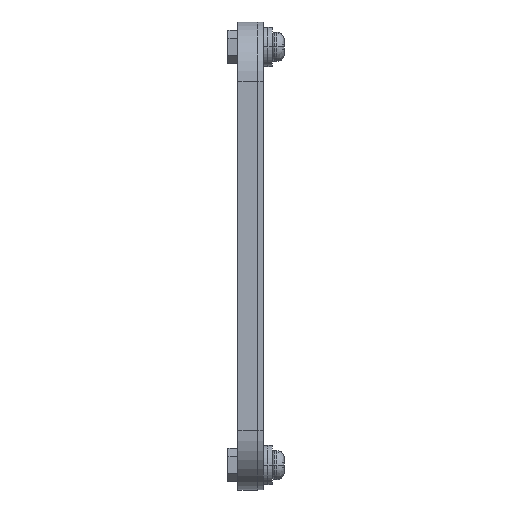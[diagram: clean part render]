
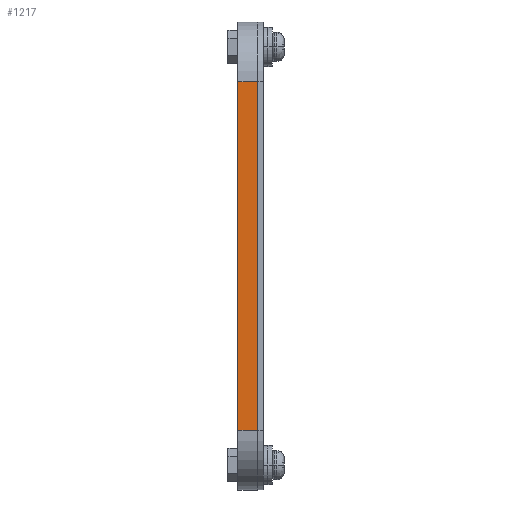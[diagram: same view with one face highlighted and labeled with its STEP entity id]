
A CAD part, left-side view. The second image highlights one B-rep face of the part: STEP entity #1217.
In plain terms, the highlighted planar face has unit normal (-1, 0, 0).
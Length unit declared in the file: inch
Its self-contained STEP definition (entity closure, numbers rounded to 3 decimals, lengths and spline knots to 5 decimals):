
#1038 = EDGE_CURVE ( 'NONE', #3925, #8164, #15292, .T. ) ;
#1217 = ADVANCED_FACE ( 'NONE', ( #4520 ), #13309, .F. ) ;
#1390 = DIRECTION ( 'NONE',  ( 0., 1., 0. ) ) ;
#1609 = VECTOR ( 'NONE', #16059, 39.37008 ) ;
#2370 = CARTESIAN_POINT ( 'NONE',  ( -6.6875, 0., -2.9375 ) ) ;
#2606 = CARTESIAN_POINT ( 'NONE',  ( -6.6875, 0., 2.1875 ) ) ;
#2902 = CARTESIAN_POINT ( 'NONE',  ( -6.6875, 0.25, -2.9375 ) ) ;
#3099 = EDGE_CURVE ( 'NONE', #11402, #3925, #12450, .T. ) ;
#3787 = DIRECTION ( 'NONE',  ( 1., 0., 0. ) ) ;
#3925 = VERTEX_POINT ( 'NONE', #2606 ) ;
#4159 = ORIENTED_EDGE ( 'NONE', *, *, #1038, .F. ) ;
#4384 = CARTESIAN_POINT ( 'NONE',  ( -6.6875, 0.25, 2.1875 ) ) ;
#4520 = FACE_OUTER_BOUND ( 'NONE', #9167, .T. ) ;
#5208 = VERTEX_POINT ( 'NONE', #6365 ) ;
#5876 = ORIENTED_EDGE ( 'NONE', *, *, #3099, .F. ) ;
#5925 = ORIENTED_EDGE ( 'NONE', *, *, #10592, .T. ) ;
#6365 = CARTESIAN_POINT ( 'NONE',  ( -6.6875, 0.25, -2.1875 ) ) ;
#6519 = LINE ( 'NONE', #12264, #16879 ) ;
#8164 = VERTEX_POINT ( 'NONE', #10283 ) ;
#8987 = EDGE_CURVE ( 'NONE', #8164, #5208, #17412, .T. ) ;
#9167 = EDGE_LOOP ( 'NONE', ( #5876, #5925, #14955, #4159 ) ) ;
#10283 = CARTESIAN_POINT ( 'NONE',  ( -6.6875, 0., -2.1875 ) ) ;
#10530 = DIRECTION ( 'NONE',  ( 0., 0., -1. ) ) ;
#10592 = EDGE_CURVE ( 'NONE', #11402, #5208, #6519, .T. ) ;
#11402 = VERTEX_POINT ( 'NONE', #4384 ) ;
#12264 = CARTESIAN_POINT ( 'NONE',  ( -6.6875, 0.25, 2.9375 ) ) ;
#12450 = LINE ( 'NONE', #14863, #1609 ) ;
#12800 = AXIS2_PLACEMENT_3D ( 'NONE', #2902, #3787, #17266 ) ;
#13309 = PLANE ( 'NONE',  #12800 ) ;
#13583 = DIRECTION ( 'NONE',  ( 0., 0., -1. ) ) ;
#14746 = VECTOR ( 'NONE', #1390, 39.37008 ) ;
#14863 = CARTESIAN_POINT ( 'NONE',  ( -6.6875, 0.25, 2.1875 ) ) ;
#14955 = ORIENTED_EDGE ( 'NONE', *, *, #8987, .F. ) ;
#15292 = LINE ( 'NONE', #2370, #16542 ) ;
#16059 = DIRECTION ( 'NONE',  ( 0., -1., 0. ) ) ;
#16136 = CARTESIAN_POINT ( 'NONE',  ( -6.6875, 0.25, -2.1875 ) ) ;
#16542 = VECTOR ( 'NONE', #10530, 39.37008 ) ;
#16879 = VECTOR ( 'NONE', #13583, 39.37008 ) ;
#17266 = DIRECTION ( 'NONE',  ( 0., 0., 1. ) ) ;
#17412 = LINE ( 'NONE', #16136, #14746 ) ;
